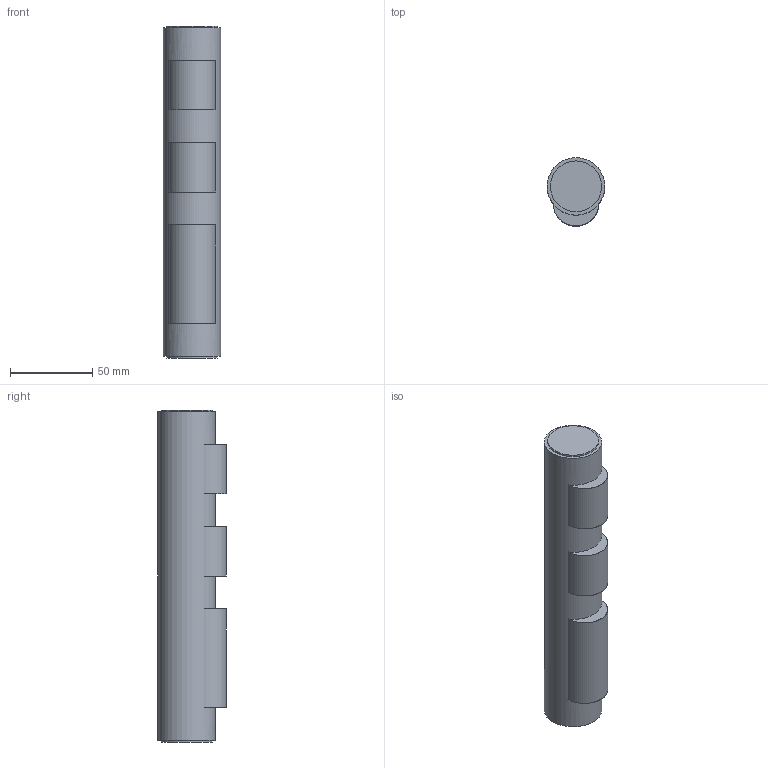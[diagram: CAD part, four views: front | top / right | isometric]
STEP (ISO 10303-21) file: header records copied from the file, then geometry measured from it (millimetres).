
FILE_DESCRIPTION(('FreeCAD Model'),'2;1');
FILE_NAME('Open CASCADE Shape Model','2024-09-04T12:53:16',(''),(''), 'Open CASCADE STEP processor 7.6','FreeCAD','Unknown');
FILE_SCHEMA(('AUTOMOTIVE_DESIGN { 1 0 10303 214 1 1 1 1 }'));
Length unit declared in the file: millimetre
Products named in the file (8): sensorsHolder; difference; cylinder; cylinder001; cylinder002; cylinder003; cylinder004; union
Assembly tree (7 placements, depth 2):
  sensorsHolder
    difference
    cylinder
    cylinder001
    cylinder002
    cylinder003
    cylinder004
    union
Bounding box: 35 x 41.5 x 202 mm (x, y, z)
Surface area: 118922.7 mm2
Topology: 7 solids, 7 shells, 49 faces, 96 edges, 64 vertices
Faces by surface type: plane 26, cylinder 23
Full cylindrical faces by diameter (mm): 28 x3, 31 x3, 35 x2
Entity records: 1506 total; most frequent: DIRECTION 274, CARTESIAN_POINT 217, ORIENTED_EDGE 192, AXIS2_PLACEMENT_3D 121, EDGE_CURVE 96, VERTEX_POINT 64, CIRCLE 64, FACE_BOUND 60
